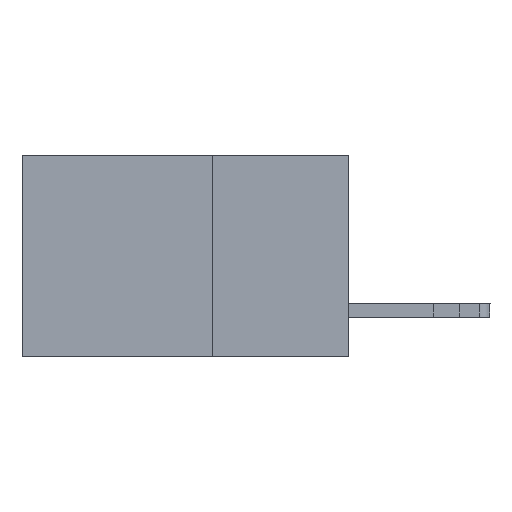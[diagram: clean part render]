
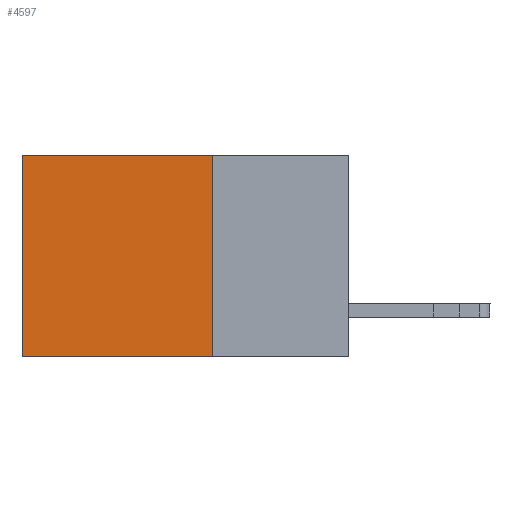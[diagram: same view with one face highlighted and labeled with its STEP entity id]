
A CAD part, left-side view. The second image highlights one B-rep face of the part: STEP entity #4597.
In plain terms, the highlighted planar face has unit normal (-1, 0, 0).
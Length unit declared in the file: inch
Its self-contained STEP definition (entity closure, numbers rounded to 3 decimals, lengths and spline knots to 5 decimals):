
#1865 = VECTOR ( 'NONE', #8935, 39.37008 ) ;
#1949 = ORIENTED_EDGE ( 'NONE', *, *, #8282, .F. ) ;
#2497 = ORIENTED_EDGE ( 'NONE', *, *, #5918, .F. ) ;
#2971 = CARTESIAN_POINT ( 'NONE',  ( 0.2615, 0.25, -0.37 ) ) ;
#3040 = CARTESIAN_POINT ( 'NONE',  ( 0.2615, 0.25, -0.37 ) ) ;
#3078 = CARTESIAN_POINT ( 'NONE',  ( 0.2615, 0.25, -0.37 ) ) ;
#3671 = CARTESIAN_POINT ( 'NONE',  ( 0.2615, 0.25, 0. ) ) ;
#4188 = LINE ( 'NONE', #8530, #9254 ) ;
#4597 = ADVANCED_FACE ( 'NONE', ( #8527 ), #11774, .F. ) ;
#4878 = CARTESIAN_POINT ( 'NONE',  ( 0.2615, 0.6, 0. ) ) ;
#5384 = LINE ( 'NONE', #2971, #9525 ) ;
#5677 = LINE ( 'NONE', #3671, #1865 ) ;
#5918 = EDGE_CURVE ( 'NONE', #11751, #8755, #4188, .T. ) ;
#5971 = ORIENTED_EDGE ( 'NONE', *, *, #8892, .T. ) ;
#6144 = VERTEX_POINT ( 'NONE', #10495 ) ;
#6728 = AXIS2_PLACEMENT_3D ( 'NONE', #3040, #7463, #10642 ) ;
#7463 = DIRECTION ( 'NONE',  ( 1., 0., 0. ) ) ;
#8047 = LINE ( 'NONE', #13289, #11300 ) ;
#8282 = EDGE_CURVE ( 'NONE', #6144, #11751, #5384, .T. ) ;
#8527 = FACE_OUTER_BOUND ( 'NONE', #9032, .T. ) ;
#8530 = CARTESIAN_POINT ( 'NONE',  ( 0.2615, 0.25, -0.37 ) ) ;
#8601 = DIRECTION ( 'NONE',  ( 0., 1., 0. ) ) ;
#8755 = VERTEX_POINT ( 'NONE', #9560 ) ;
#8892 = EDGE_CURVE ( 'NONE', #12868, #8755, #8047, .T. ) ;
#8935 = DIRECTION ( 'NONE',  ( 0., 1., 0. ) ) ;
#9032 = EDGE_LOOP ( 'NONE', ( #5971, #2497, #1949, #12929 ) ) ;
#9254 = VECTOR ( 'NONE', #8601, 39.37008 ) ;
#9436 = DIRECTION ( 'NONE',  ( 0., 0., -1. ) ) ;
#9525 = VECTOR ( 'NONE', #9436, 39.37008 ) ;
#9560 = CARTESIAN_POINT ( 'NONE',  ( 0.2615, 0.6, -0.37 ) ) ;
#10495 = CARTESIAN_POINT ( 'NONE',  ( 0.2615, 0.25, 0. ) ) ;
#10642 = DIRECTION ( 'NONE',  ( 0., 0., -1. ) ) ;
#11300 = VECTOR ( 'NONE', #12359, 39.37008 ) ;
#11751 = VERTEX_POINT ( 'NONE', #3078 ) ;
#11774 = PLANE ( 'NONE',  #6728 ) ;
#12359 = DIRECTION ( 'NONE',  ( 0., 0., -1. ) ) ;
#12868 = VERTEX_POINT ( 'NONE', #4878 ) ;
#12929 = ORIENTED_EDGE ( 'NONE', *, *, #14041, .T. ) ;
#13289 = CARTESIAN_POINT ( 'NONE',  ( 0.2615, 0.6, -0.37 ) ) ;
#14041 = EDGE_CURVE ( 'NONE', #6144, #12868, #5677, .T. ) ;
